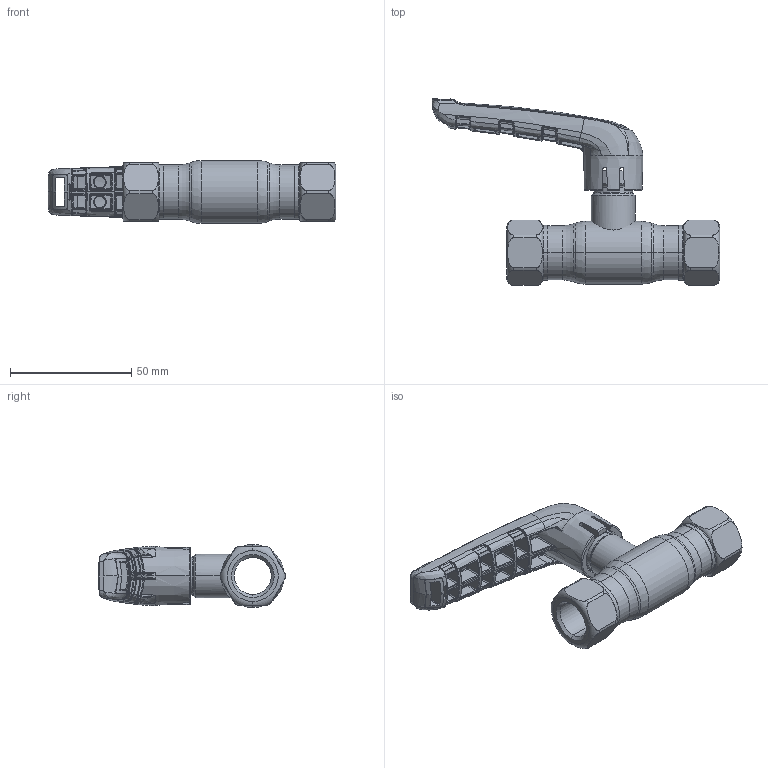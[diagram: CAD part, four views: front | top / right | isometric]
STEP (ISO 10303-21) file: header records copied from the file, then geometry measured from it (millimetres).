
FILE_DESCRIPTION (( 'STEP AP214' ), '1' );
FILE_NAME ('1010002000-xxxx.step', '2019-05-07T11:35:43', ( '' ), ( '' ), 'SwSTEP 2.0', 'SolidWorks 2017', '' );
FILE_SCHEMA (( 'AUTOMOTIVE_DESIGN' ));
Length unit declared in the file: millimetre
Products named in the file (1): 1010002000-xxxx
Bounding box: 118.78 x 77.18 x 26 mm (x, y, z)
Surface area: 20183.2 mm2 (no closed solid volume)
Topology: 0 solids, 8 shells, 831 faces, 2393 edges, 1479 vertices
Faces by surface type: bspline 664, plane 67, cylinder 50, torus 29, cone 21
Entity records: 68503 total; most frequent: CARTESIAN_POINT 43564, ORIENTED_EDGE 4191, EDGE_CURVE 2365, B_SPLINE_CURVE_WITH_KNOTS 1635, DIRECTION 1603, VERTEX_POINT 1479, EDGE_LOOP 854, UNCERTAINTY_MEASURE_WITH_UNIT 833
